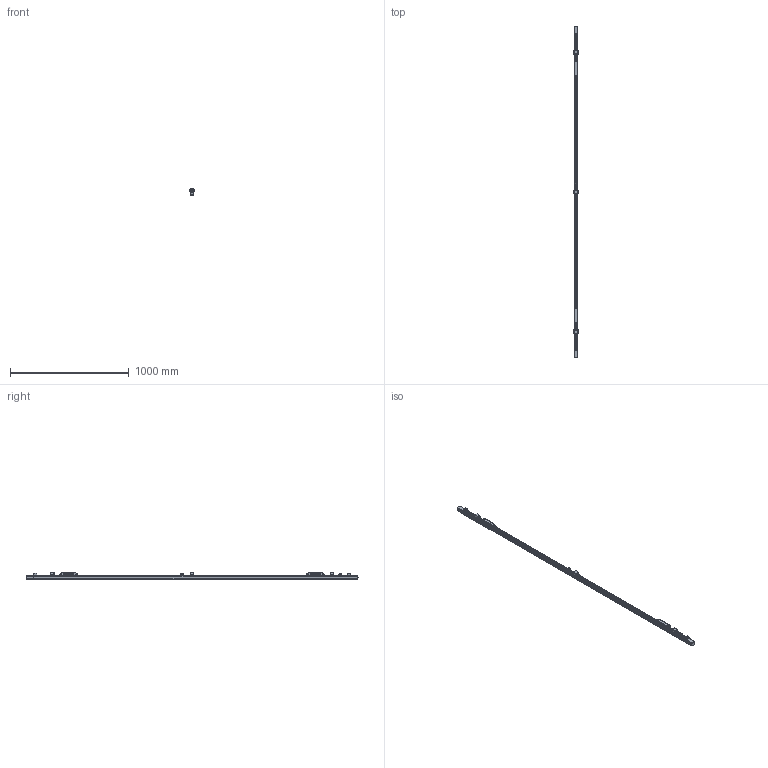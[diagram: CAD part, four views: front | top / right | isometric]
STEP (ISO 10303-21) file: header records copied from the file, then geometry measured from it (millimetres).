
FILE_DESCRIPTION(/* description */ ('This is a sample STEP configuration'),/* implementation_level */ '2;1');
FILE_NAME(/* name */ '715-0708260xxxxxx SIMPLE.ipt_Rev_00.2.stp',/* time_stamp */ '2023-04-04T09:56:28+02:00',/* author */ ('powerJobs'),/* organization */ ('coolOrange'),/* preprocessor_version */ 'ST-DEVELOPER v19.2',/* originating_system */ 'Autodesk Inventor 2023',/* authorisation */ '');
FILE_SCHEMA (('AUTOMOTIVE_DESIGN { 1 0 10303 214 3 1 1 }'));
Length unit declared in the file: millimetre
Products named in the file (1): ENG000025153
Bounding box: 45.15 x 2794.18 x 57.9 mm (x, y, z)
Volume: 1034954.9 mm3; surface area: 1171109.3 mm2
Topology: 11 solids, 15 shells, 9089 faces, 26130 edges, 17001 vertices
Faces by surface type: plane 5422, cylinder 2665, bspline 601, sphere 268, cone 70, torus 63
Full cylindrical faces by diameter (mm): 1.19 x6, 1.2 x4, 2.29 x6, 2.3 x4, 4.05 x2, 4.2 x2, 4.5 x2, 5.59 x4, 5.6 x2
Entity records: 352274 total; most frequent: CARTESIAN_POINT 113881, ORIENTED_EDGE 52136, DIRECTION 47745, EDGE_CURVE 26068, LINE 17873, VECTOR 17873, VERTEX_POINT 16997, AXIS2_PLACEMENT_3D 14936
